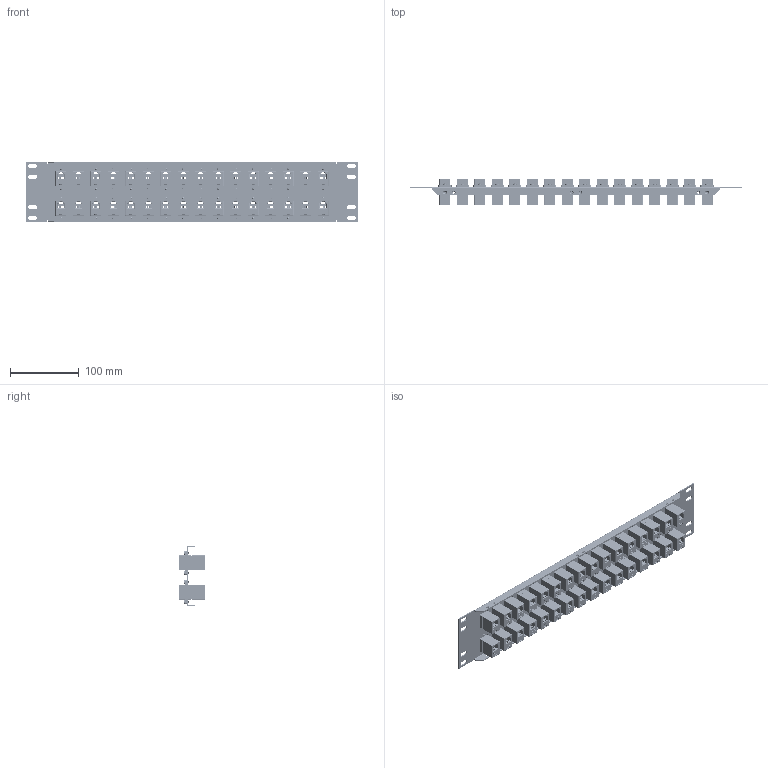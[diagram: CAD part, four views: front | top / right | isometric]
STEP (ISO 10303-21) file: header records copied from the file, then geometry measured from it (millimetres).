
FILE_DESCRIPTION (( 'STEP AP203' ), '1' );
FILE_NAME ('PR35F504B-6S.STEP', '2015-04-08T16:26:35', ( 'x' ), ( '' ), 'SwSTEP 2.0', 'SolidWorks 2014', '' );
FILE_SCHEMA (( 'CONFIG_CONTROL_DESIGN' ));
Length unit declared in the file: inch
Products named in the file (10): 1AG01-107; ECF504-4S; 90272A106_90272A106; PR35F504B; PR35F504B-6S; 1AG01-096; 1AD04-001-WIRE TOP ROW; 1AD04-001-WIRE BOTTOM ROW; 1AG01-095_4x4; 1AG01-108_with flange
Assembly tree (106 placements, depth 4):
  PR35F504B-6S
    PR35F504B
    ECF504-4S  x32
      1AG01-095_4x4
        1AG01-096
        1AD04-001-WIRE TOP ROW  x2
        1AD04-001-WIRE BOTTOM ROW  x2
      1AG01-108_with flange
      1AG01-107
    90272A106_90272A106  x64
Bounding box: 482.6 x 37.72 x 88.39 mm (x, y, z)
Volume: 314281.6 mm3; surface area: 436138.1 mm2
Topology: 449 solids, 449 shells, 34832 faces, 93915 edges, 60898 vertices
Faces by surface type: plane 17347, cylinder 12884, bspline 2209, torus 1280, cone 600, sphere 512
Entity records: 88840 total; most frequent: CARTESIAN_POINT 37866, ORIENTED_EDGE 10794, DIRECTION 7911, EDGE_CURVE 5397, VERTEX_POINT 3565, LINE 3499, VECTOR 3499, EDGE_LOOP 2326
